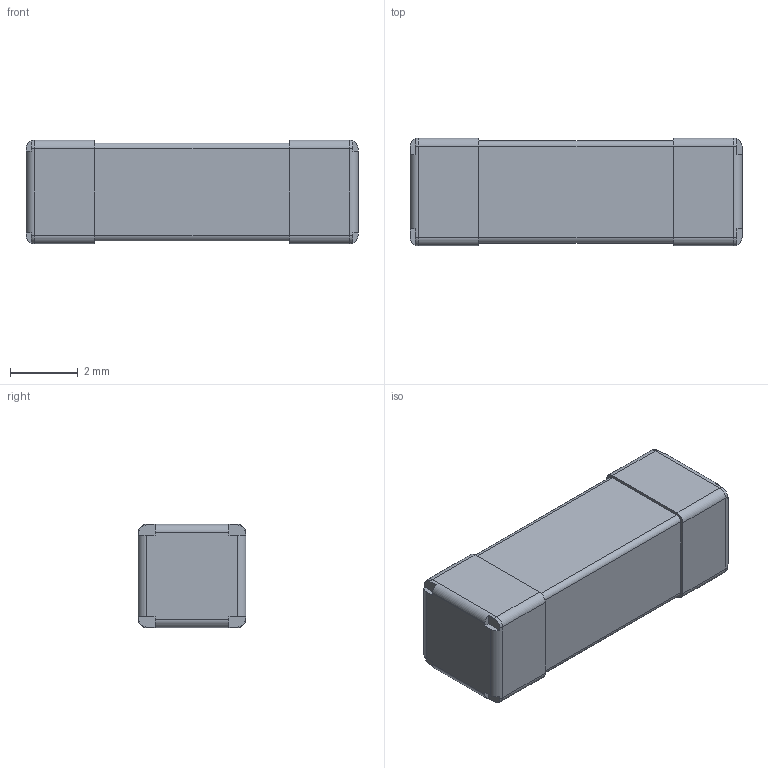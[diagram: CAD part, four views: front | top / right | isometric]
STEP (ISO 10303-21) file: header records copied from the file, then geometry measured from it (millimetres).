
FILE_DESCRIPTION (( 'STEP AP214' ), '1' );
FILE_NAME ('0678L9100-02.STEP', '2020-07-06T18:48:35', ( '' ), ( '' ), 'SwSTEP 2.0', 'SolidWorks 2017', '' );
FILE_SCHEMA (( 'AUTOMOTIVE_DESIGN' ));
Length unit declared in the file: millimetre
Products named in the file (1): 0678L9100-02
Bounding box: 9.8 x 3.18 x 3.05 mm (x, y, z)
Volume: 88.6 mm3; surface area: 168.9 mm2
Topology: 3 solids, 3 shells, 70 faces, 184 edges, 112 vertices
Faces by surface type: plane 42, cylinder 20, sphere 8
Entity records: 2148 total; most frequent: DIRECTION 382, CARTESIAN_POINT 359, ORIENTED_EDGE 352, EDGE_CURVE 176, AXIS2_PLACEMENT_3D 135, LINE 112, VECTOR 112, VERTEX_POINT 112
